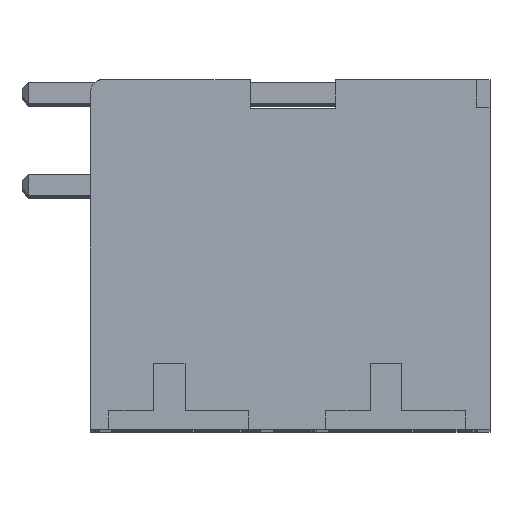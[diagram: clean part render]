
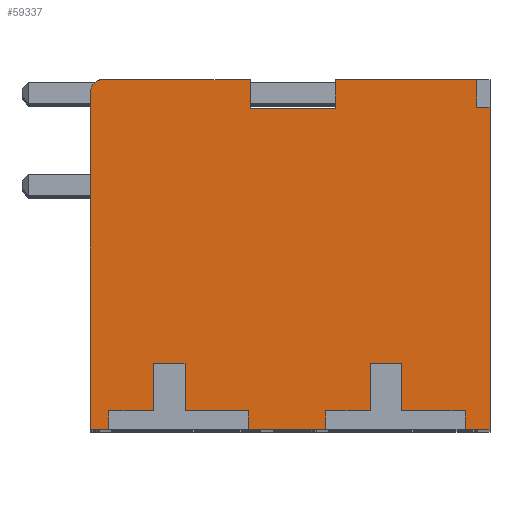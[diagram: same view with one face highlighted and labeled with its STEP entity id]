
A CAD part, top view. The second image highlights one B-rep face of the part: STEP entity #59337.
In plain terms, the highlighted planar face has unit normal (0, 0, 1).
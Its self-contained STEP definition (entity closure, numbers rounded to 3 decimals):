
#15674=DIRECTION('',(-1.,0.,0.));
#15675=VECTOR('',#15674,5.39);
#15676=CARTESIAN_POINT('',(11.703,13.3,33.7));
#15677=LINE('',#15676,#15675);
#15902=DIRECTION('',(0.,-1.,0.));
#15903=VECTOR('',#15902,1.092);
#15904=CARTESIAN_POINT('',(6.313,13.3,33.7));
#15905=LINE('',#15904,#15903);
#16022=DIRECTION('',(0.,1.,0.));
#16023=VECTOR('',#16022,1.092);
#16024=CARTESIAN_POINT('',(3.074,12.208,33.7));
#16025=LINE('',#16024,#16023);
#16606=DIRECTION('',(-1.,0.,0.));
#16607=VECTOR('',#16606,5.716);
#16608=CARTESIAN_POINT('',(3.074,13.3,33.7));
#16609=LINE('',#16608,#16607);
#17066=DIRECTION('',(0.,-1.,0.));
#17067=VECTOR('',#17066,0.02);
#17068=CARTESIAN_POINT('',(-2.641,13.3,33.7));
#17069=LINE('',#17068,#17067);
#20272=DIRECTION('',(-1.,0.,0.));
#20273=VECTOR('',#20272,3.238);
#20274=CARTESIAN_POINT('',(6.313,12.208,33.7));
#20275=LINE('',#20274,#20273);
#20276=DIRECTION('',(0.,1.,0.));
#20277=VECTOR('',#20276,0.7);
#20278=CARTESIAN_POINT('',(11.25,0.,33.7));
#20279=LINE('',#20278,#20277);
#20280=DIRECTION('',(1.,0.,0.));
#20281=VECTOR('',#20280,2.4);
#20282=CARTESIAN_POINT('',(8.85,0.7,33.7));
#20283=LINE('',#20282,#20281);
#20284=DIRECTION('',(0.,-1.,0.));
#20285=VECTOR('',#20284,1.8);
#20286=CARTESIAN_POINT('',(8.85,2.5,33.7));
#20287=LINE('',#20286,#20285);
#20288=DIRECTION('',(1.,0.,0.));
#20289=VECTOR('',#20288,1.2);
#20290=CARTESIAN_POINT('',(7.65,2.5,33.7));
#20291=LINE('',#20290,#20289);
#20292=DIRECTION('',(0.,1.,0.));
#20293=VECTOR('',#20292,1.8);
#20294=CARTESIAN_POINT('',(7.65,0.7,33.7));
#20295=LINE('',#20294,#20293);
#20296=DIRECTION('',(1.,0.,0.));
#20297=VECTOR('',#20296,1.7);
#20298=CARTESIAN_POINT('',(5.95,0.7,33.7));
#20299=LINE('',#20298,#20297);
#20300=DIRECTION('',(0.,1.,0.));
#20301=VECTOR('',#20300,0.7);
#20302=CARTESIAN_POINT('',(5.95,0.,33.7));
#20303=LINE('',#20302,#20301);
#20304=DIRECTION('',(-1.,0.,0.));
#20305=VECTOR('',#20304,2.95);
#20306=CARTESIAN_POINT('',(5.95,0.,33.7));
#20307=LINE('',#20306,#20305);
#20308=DIRECTION('',(0.,1.,0.));
#20309=VECTOR('',#20308,0.7);
#20310=CARTESIAN_POINT('',(3.,0.,33.7));
#20311=LINE('',#20310,#20309);
#20312=DIRECTION('',(1.,0.,0.));
#20313=VECTOR('',#20312,2.4);
#20314=CARTESIAN_POINT('',(0.6,0.7,33.7));
#20315=LINE('',#20314,#20313);
#20316=DIRECTION('',(0.,-1.,0.));
#20317=VECTOR('',#20316,1.8);
#20318=CARTESIAN_POINT('',(0.6,2.5,33.7));
#20319=LINE('',#20318,#20317);
#20320=DIRECTION('',(1.,0.,0.));
#20321=VECTOR('',#20320,1.2);
#20322=CARTESIAN_POINT('',(-0.6,2.5,33.7));
#20323=LINE('',#20322,#20321);
#20324=DIRECTION('',(0.,1.,0.));
#20325=VECTOR('',#20324,1.8);
#20326=CARTESIAN_POINT('',(-0.6,0.7,33.7));
#20327=LINE('',#20326,#20325);
#20328=DIRECTION('',(1.,0.,0.));
#20329=VECTOR('',#20328,1.7);
#20330=CARTESIAN_POINT('',(-2.3,0.7,33.7));
#20331=LINE('',#20330,#20329);
#20332=DIRECTION('',(0.,1.,0.));
#20333=VECTOR('',#20332,0.7);
#20334=CARTESIAN_POINT('',(-2.3,0.,33.7));
#20335=LINE('',#20334,#20333);
#20336=DIRECTION('',(-1.,0.,0.));
#20337=VECTOR('',#20336,0.7);
#20338=CARTESIAN_POINT('',(-2.3,0.,33.7));
#20339=LINE('',#20338,#20337);
#20340=DIRECTION('',(0.,1.,0.));
#20341=VECTOR('',#20340,12.8);
#20342=CARTESIAN_POINT('',(-3.,0.,33.7));
#20343=LINE('',#20342,#20341);
#20344=CARTESIAN_POINT('',(-2.5,12.8,33.7));
#20345=DIRECTION('',(0.,0.,-1.));
#20346=DIRECTION('',(-1.,0.,0.));
#20347=AXIS2_PLACEMENT_3D('',#20344,#20345,#20346);
#20349=DIRECTION('',(0.,-1.,0.));
#20350=VECTOR('',#20349,12.25);
#20351=CARTESIAN_POINT('',(12.2,12.25,33.7));
#20352=LINE('',#20351,#20350);
#20353=DIRECTION('',(-1.,0.,0.));
#20354=VECTOR('',#20353,0.95);
#20355=CARTESIAN_POINT('',(12.2,0.,33.7));
#20356=LINE('',#20355,#20354);
#20516=DIRECTION('',(0.,1.,0.));
#20517=VECTOR('',#20516,1.05);
#20518=CARTESIAN_POINT('',(11.703,12.25,33.7));
#20519=LINE('',#20518,#20517);
#20532=DIRECTION('',(-1.,0.,0.));
#20533=VECTOR('',#20532,0.497);
#20534=CARTESIAN_POINT('',(12.2,12.25,33.7));
#20535=LINE('',#20534,#20533);
#22282=CARTESIAN_POINT('',(-3.,0.,33.7));
#22283=VERTEX_POINT('',#22282);
#22364=CARTESIAN_POINT('',(12.2,12.25,33.7));
#22365=CARTESIAN_POINT('',(12.2,0.,33.7));
#22366=VERTEX_POINT('',#22364);
#22367=VERTEX_POINT('',#22365);
#22374=CARTESIAN_POINT('',(11.703,13.3,33.7));
#22375=VERTEX_POINT('',#22374);
#22376=CARTESIAN_POINT('',(6.313,13.3,33.7));
#22377=VERTEX_POINT('',#22376);
#22378=CARTESIAN_POINT('',(6.313,12.208,33.7));
#22379=VERTEX_POINT('',#22378);
#22388=CARTESIAN_POINT('',(3.074,12.208,33.7));
#22389=CARTESIAN_POINT('',(3.074,13.3,33.7));
#22390=VERTEX_POINT('',#22388);
#22391=VERTEX_POINT('',#22389);
#22400=CARTESIAN_POINT('',(-2.641,13.3,33.7));
#22401=VERTEX_POINT('',#22400);
#22402=CARTESIAN_POINT('',(-2.641,13.28,33.7));
#22403=VERTEX_POINT('',#22402);
#22432=CARTESIAN_POINT('',(-3.,12.8,33.7));
#22433=VERTEX_POINT('',#22432);
#22434=CARTESIAN_POINT('',(11.703,12.25,33.7));
#22435=VERTEX_POINT('',#22434);
#22678=CARTESIAN_POINT('',(11.25,0.7,33.7));
#22679=VERTEX_POINT('',#22678);
#22680=CARTESIAN_POINT('',(11.25,0.,33.7));
#22681=VERTEX_POINT('',#22680);
#22682=CARTESIAN_POINT('',(5.95,0.,33.7));
#22683=VERTEX_POINT('',#22682);
#22684=CARTESIAN_POINT('',(5.95,0.7,33.7));
#22685=VERTEX_POINT('',#22684);
#22686=CARTESIAN_POINT('',(7.65,0.7,33.7));
#22687=VERTEX_POINT('',#22686);
#22688=CARTESIAN_POINT('',(7.65,2.5,33.7));
#22689=VERTEX_POINT('',#22688);
#22690=CARTESIAN_POINT('',(8.85,2.5,33.7));
#22691=VERTEX_POINT('',#22690);
#22692=CARTESIAN_POINT('',(8.85,0.7,33.7));
#22693=VERTEX_POINT('',#22692);
#22694=CARTESIAN_POINT('',(3.,0.,33.7));
#22695=VERTEX_POINT('',#22694);
#22696=CARTESIAN_POINT('',(-2.3,0.,33.7));
#22697=VERTEX_POINT('',#22696);
#22698=CARTESIAN_POINT('',(-2.3,0.7,33.7));
#22699=VERTEX_POINT('',#22698);
#22700=CARTESIAN_POINT('',(-0.6,0.7,33.7));
#22701=VERTEX_POINT('',#22700);
#22702=CARTESIAN_POINT('',(-0.6,2.5,33.7));
#22703=VERTEX_POINT('',#22702);
#22704=CARTESIAN_POINT('',(0.6,2.5,33.7));
#22705=VERTEX_POINT('',#22704);
#22706=CARTESIAN_POINT('',(0.6,0.7,33.7));
#22707=VERTEX_POINT('',#22706);
#22708=CARTESIAN_POINT('',(3.,0.7,33.7));
#22709=VERTEX_POINT('',#22708);
#59284=CARTESIAN_POINT('',(0.,0.,33.7));
#59285=DIRECTION('',(0.,0.,1.));
#59286=DIRECTION('',(1.,0.,0.));
#59287=AXIS2_PLACEMENT_3D('',#59284,#59285,#59286);
#59288=PLANE('',#59287);
#59290=ORIENTED_EDGE('',*,*,#59289,.T.);
#59292=ORIENTED_EDGE('',*,*,#59291,.F.);
#59294=ORIENTED_EDGE('',*,*,#59293,.F.);
#59296=ORIENTED_EDGE('',*,*,#59295,.F.);
#59298=ORIENTED_EDGE('',*,*,#59297,.F.);
#59300=ORIENTED_EDGE('',*,*,#59299,.F.);
#59302=ORIENTED_EDGE('',*,*,#59301,.F.);
#59303=ORIENTED_EDGE('',*,*,#29457,.T.);
#59305=ORIENTED_EDGE('',*,*,#59304,.T.);
#59307=ORIENTED_EDGE('',*,*,#59306,.F.);
#59309=ORIENTED_EDGE('',*,*,#59308,.F.);
#59311=ORIENTED_EDGE('',*,*,#59310,.F.);
#59313=ORIENTED_EDGE('',*,*,#59312,.F.);
#59315=ORIENTED_EDGE('',*,*,#59314,.F.);
#59317=ORIENTED_EDGE('',*,*,#59316,.F.);
#59318=ORIENTED_EDGE('',*,*,#29449,.T.);
#59320=ORIENTED_EDGE('',*,*,#59319,.T.);
#59322=ORIENTED_EDGE('',*,*,#59321,.T.);
#59323=ORIENTED_EDGE('',*,*,#53402,.F.);
#59324=ORIENTED_EDGE('',*,*,#53372,.F.);
#59325=ORIENTED_EDGE('',*,*,#52235,.F.);
#59326=ORIENTED_EDGE('',*,*,#59279,.F.);
#59327=ORIENTED_EDGE('',*,*,#51973,.F.);
#59328=ORIENTED_EDGE('',*,*,#51958,.F.);
#59330=ORIENTED_EDGE('',*,*,#59329,.F.);
#59332=ORIENTED_EDGE('',*,*,#59331,.F.);
#59333=ORIENTED_EDGE('',*,*,#51676,.T.);
#59334=ORIENTED_EDGE('',*,*,#29465,.T.);
#59335=EDGE_LOOP('',(#59290,#59292,#59294,#59296,#59298,#59300,#59302,#59303,
#59305,#59307,#59309,#59311,#59313,#59315,#59317,#59318,#59320,#59322,#59323,
#59324,#59325,#59326,#59327,#59328,#59330,#59332,#59333,#59334));
#59336=FACE_OUTER_BOUND('',#59335,.F.);
#20348=CIRCLE('',#20347,0.5);
#29449=EDGE_CURVE('',#22697,#22283,#20339,.T.);
#29457=EDGE_CURVE('',#22683,#22695,#20307,.T.);
#29465=EDGE_CURVE('',#22367,#22681,#20356,.T.);
#51676=EDGE_CURVE('',#22366,#22367,#20352,.T.);
#51958=EDGE_CURVE('',#22375,#22377,#15677,.T.);
#51973=EDGE_CURVE('',#22377,#22379,#15905,.T.);
#52235=EDGE_CURVE('',#22390,#22391,#16025,.T.);
#53372=EDGE_CURVE('',#22391,#22401,#16609,.T.);
#53402=EDGE_CURVE('',#22401,#22403,#17069,.T.);
#59279=EDGE_CURVE('',#22379,#22390,#20275,.T.);
#59289=EDGE_CURVE('',#22681,#22679,#20279,.T.);
#59291=EDGE_CURVE('',#22693,#22679,#20283,.T.);
#59293=EDGE_CURVE('',#22691,#22693,#20287,.T.);
#59295=EDGE_CURVE('',#22689,#22691,#20291,.T.);
#59297=EDGE_CURVE('',#22687,#22689,#20295,.T.);
#59299=EDGE_CURVE('',#22685,#22687,#20299,.T.);
#59301=EDGE_CURVE('',#22683,#22685,#20303,.T.);
#59304=EDGE_CURVE('',#22695,#22709,#20311,.T.);
#59306=EDGE_CURVE('',#22707,#22709,#20315,.T.);
#59308=EDGE_CURVE('',#22705,#22707,#20319,.T.);
#59310=EDGE_CURVE('',#22703,#22705,#20323,.T.);
#59312=EDGE_CURVE('',#22701,#22703,#20327,.T.);
#59314=EDGE_CURVE('',#22699,#22701,#20331,.T.);
#59316=EDGE_CURVE('',#22697,#22699,#20335,.T.);
#59319=EDGE_CURVE('',#22283,#22433,#20343,.T.);
#59321=EDGE_CURVE('',#22433,#22403,#20348,.T.);
#59329=EDGE_CURVE('',#22435,#22375,#20519,.T.);
#59331=EDGE_CURVE('',#22366,#22435,#20535,.T.);
#59337=ADVANCED_FACE('',(#59336),#59288,.T.);
